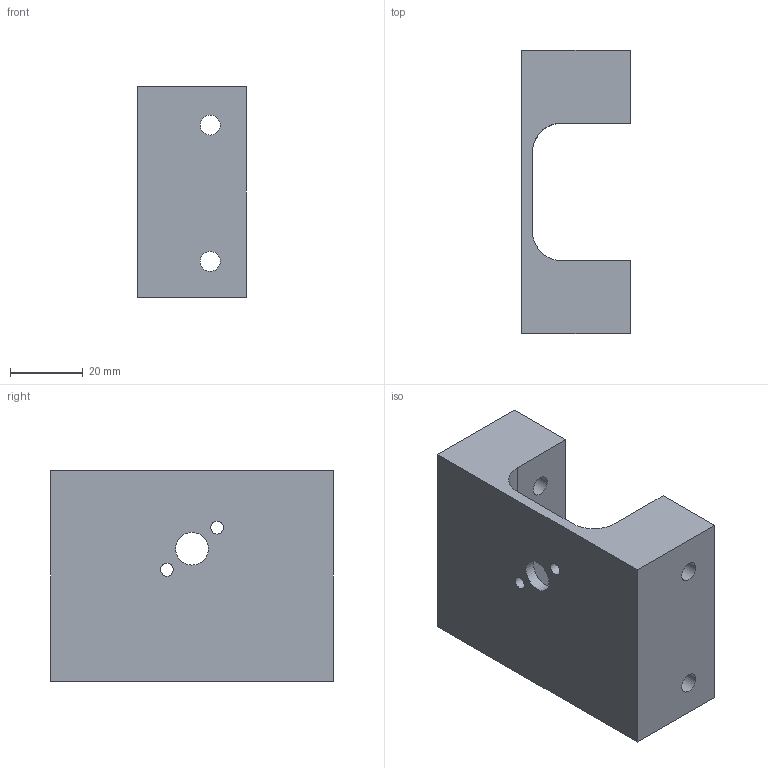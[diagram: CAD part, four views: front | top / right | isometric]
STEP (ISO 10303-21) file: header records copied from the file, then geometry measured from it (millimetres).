
FILE_DESCRIPTION(/* description */ (''),/* implementation_level */ '2;1');
FILE_NAME(/* name */ 'motor mount.step',/* time_stamp */ '2025-08-08T09:16:48+10:00',/* author */ (''),/* organization */ (''),/* preprocessor_version */ 'ST-DEVELOPER v20.1',/* originating_system */ 'Autodesk Translation Framework v14.10.0.0',/* authorisation */ '');
FILE_SCHEMA (('AUTOMOTIVE_DESIGN { 1 0 10303 214 3 1 1 }'));
Length unit declared in the file: millimetre
Products named in the file (1): motor mount
Bounding box: 30 x 77.8 x 58.02 mm (x, y, z)
Volume: 74249.8 mm3; surface area: 19819.5 mm2
Topology: 1 solids, 1 shells, 47 faces, 123 edges, 82 vertices
Faces by surface type: plane 34, cylinder 13
Full cylindrical faces by diameter (mm): 3.5 x2, 5.5 x8, 9 x1
Entity records: 1527 total; most frequent: CARTESIAN_POINT 253, ORIENTED_EDGE 246, DIRECTION 245, EDGE_CURVE 123, LINE 97, VECTOR 97, VERTEX_POINT 82, AXIS2_PLACEMENT_3D 74
